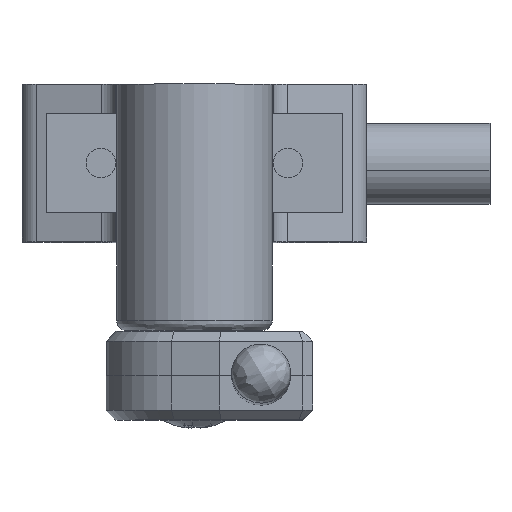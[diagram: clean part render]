
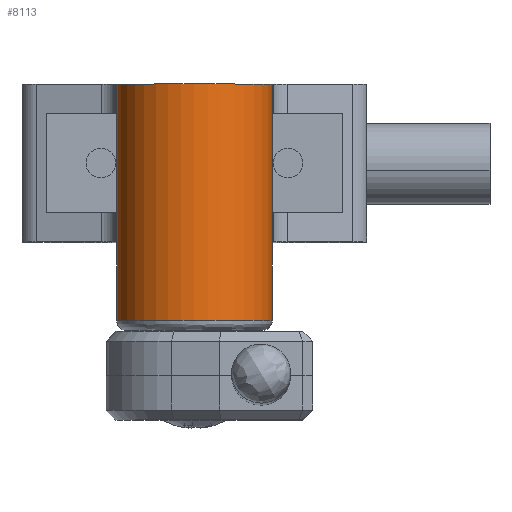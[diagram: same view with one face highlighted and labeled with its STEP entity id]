
A CAD part, top view. The second image highlights one B-rep face of the part: STEP entity #8113.
In plain terms, the highlighted cylindrical face has radius 7.9 mm (diameter 15.8 mm), a partial arc.
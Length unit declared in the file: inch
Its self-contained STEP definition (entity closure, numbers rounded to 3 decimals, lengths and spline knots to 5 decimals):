
#600 = LINE ( 'NONE', #9367, #11754 ) ;
#1099 = CARTESIAN_POINT ( 'NONE',  ( 0.31102, 0., 0.70866 ) ) ;
#1473 = ORIENTED_EDGE ( 'NONE', *, *, #6235, .F. ) ;
#2435 = LINE ( 'NONE', #10551, #7527 ) ;
#2537 = DIRECTION ( 'NONE',  ( 1., 0., 0. ) ) ;
#2705 = EDGE_CURVE ( 'NONE', #12907, #7271, #12085, .T. ) ;
#3194 = DIRECTION ( 'NONE',  ( 0., 1., 0. ) ) ;
#3689 = VERTEX_POINT ( 'NONE', #13362 ) ;
#4110 = DIRECTION ( 'NONE',  ( 0., -1., 0. ) ) ;
#4311 = DIRECTION ( 'NONE',  ( 1., 0., 0. ) ) ;
#6038 = DIRECTION ( 'NONE',  ( 0., -1., 0. ) ) ;
#6052 = ORIENTED_EDGE ( 'NONE', *, *, #13110, .T. ) ;
#6148 = DIRECTION ( 'NONE',  ( 0., 1., 0. ) ) ;
#6233 = ORIENTED_EDGE ( 'NONE', *, *, #6245, .T. ) ;
#6235 = EDGE_CURVE ( 'NONE', #3689, #12285, #2435, .T. ) ;
#6245 = EDGE_CURVE ( 'NONE', #3689, #12907, #600, .T. ) ;
#6344 = CYLINDRICAL_SURFACE ( 'NONE', #7273, 0.31102 ) ;
#6485 = LINE ( 'NONE', #9831, #8847 ) ;
#6537 = CARTESIAN_POINT ( 'NONE',  ( 0., -0.94488, 0.70866 ) ) ;
#6765 = VERTEX_POINT ( 'NONE', #10446 ) ;
#6856 = EDGE_CURVE ( 'NONE', #12292, #6765, #9773, .T. ) ;
#6914 = VECTOR ( 'NONE', #8312, 39.37008 ) ;
#7030 = CARTESIAN_POINT ( 'NONE',  ( 0.31102, -0.94488, 0.70866 ) ) ;
#7271 = VERTEX_POINT ( 'NONE', #9630 ) ;
#7273 = AXIS2_PLACEMENT_3D ( 'NONE', #10796, #9787, #4311 ) ;
#7527 = VECTOR ( 'NONE', #4110, 39.37008 ) ;
#8113 = ADVANCED_FACE ( 'NONE', ( #9224 ), #6344, .T. ) ;
#8174 = ORIENTED_EDGE ( 'NONE', *, *, #6856, .T. ) ;
#8312 = DIRECTION ( 'NONE',  ( 0., -1., 0. ) ) ;
#8847 = VECTOR ( 'NONE', #6038, 39.37008 ) ;
#9224 = FACE_OUTER_BOUND ( 'NONE', #9590, .T. ) ;
#9367 = CARTESIAN_POINT ( 'NONE',  ( 0.31102, 0., 0.70866 ) ) ;
#9459 = AXIS2_PLACEMENT_3D ( 'NONE', #11082, #13178, #2537 ) ;
#9590 = EDGE_LOOP ( 'NONE', ( #6052, #8174, #10861, #1473, #6233, #11810 ) ) ;
#9630 = CARTESIAN_POINT ( 'NONE',  ( -0.31102, 0., 0.70866 ) ) ;
#9773 = LINE ( 'NONE', #10631, #6914 ) ;
#9787 = DIRECTION ( 'NONE',  ( 0., -1., 0. ) ) ;
#9831 = CARTESIAN_POINT ( 'NONE',  ( -0.31102, 0., 0.70866 ) ) ;
#9937 = EDGE_CURVE ( 'NONE', #6765, #12285, #12158, .T. ) ;
#10446 = CARTESIAN_POINT ( 'NONE',  ( -0.31102, -0.94488, 0.70866 ) ) ;
#10551 = CARTESIAN_POINT ( 'NONE',  ( 0.31102, 0., 0.70866 ) ) ;
#10631 = CARTESIAN_POINT ( 'NONE',  ( -0.31102, 0., 0.70866 ) ) ;
#10796 = CARTESIAN_POINT ( 'NONE',  ( 0., 0., 0.70866 ) ) ;
#10849 = DIRECTION ( 'NONE',  ( 1., 0., 0. ) ) ;
#10861 = ORIENTED_EDGE ( 'NONE', *, *, #9937, .T. ) ;
#11082 = CARTESIAN_POINT ( 'NONE',  ( 0., 0., 0.70866 ) ) ;
#11754 = VECTOR ( 'NONE', #6148, 39.37008 ) ;
#11810 = ORIENTED_EDGE ( 'NONE', *, *, #2705, .T. ) ;
#12085 = CIRCLE ( 'NONE', #9459, 0.31102 ) ;
#12144 = AXIS2_PLACEMENT_3D ( 'NONE', #6537, #3194, #10849 ) ;
#12158 = CIRCLE ( 'NONE', #12144, 0.31102 ) ;
#12285 = VERTEX_POINT ( 'NONE', #7030 ) ;
#12292 = VERTEX_POINT ( 'NONE', #12351 ) ;
#12351 = CARTESIAN_POINT ( 'NONE',  ( -0.31102, -0.62992, 0.70866 ) ) ;
#12907 = VERTEX_POINT ( 'NONE', #1099 ) ;
#13110 = EDGE_CURVE ( 'NONE', #7271, #12292, #6485, .T. ) ;
#13178 = DIRECTION ( 'NONE',  ( 0., -1., 0. ) ) ;
#13362 = CARTESIAN_POINT ( 'NONE',  ( 0.31102, -0.62992, 0.70866 ) ) ;
